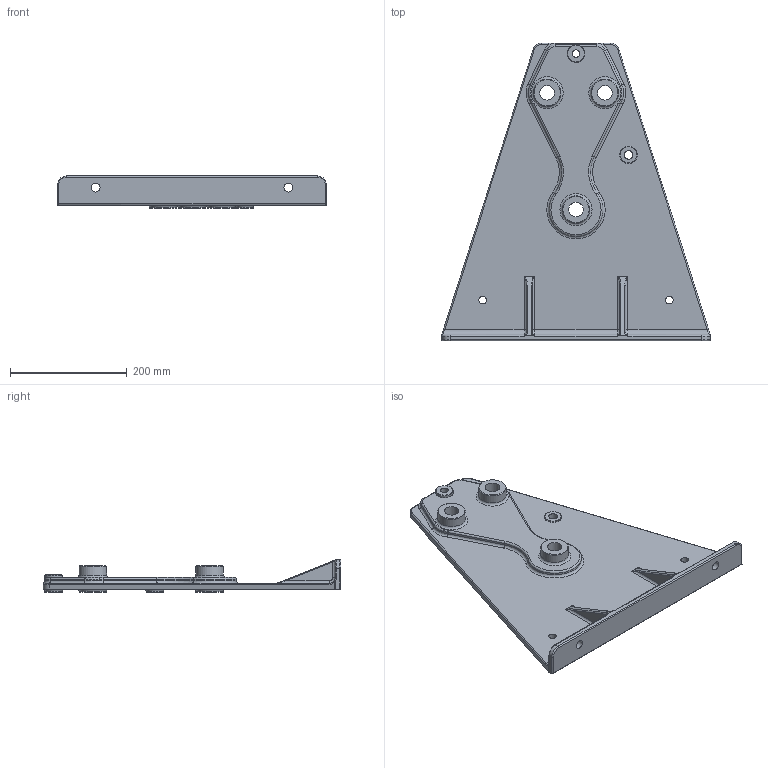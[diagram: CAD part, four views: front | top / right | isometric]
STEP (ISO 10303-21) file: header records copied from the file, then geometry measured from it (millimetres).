
FILE_DESCRIPTION(/* description */ (''),/* implementation_level */ '2;1');
FILE_NAME(/* name */ '1231ea30-05ba-11ec-af8c-0a17b33ae929.step',/* time_stamp */ '2021-08-25T15:41:07+00:00',/* author */ (''),/* organization */ (''),/* preprocessor_version */ 'ST-DEVELOPER v18.1',/* originating_system */ 'Autodesk Translation Framework v10.6.0.1341',/* authorisation */ '');
FILE_SCHEMA (('AUTOMOTIVE_DESIGN { 1 0 10303 214 3 1 1 }'));
Length unit declared in the file: centimetre
Products named in the file (1): temp_body
Bounding box: 460 x 510.31 x 55 mm (x, y, z)
Volume: 2169328.6 mm3; surface area: 391020.2 mm2
Topology: 1 solids, 1 shells, 181 faces, 438 edges, 261 vertices
Faces by surface type: cylinder 75, torus 40, plane 38, bspline 22, cone 5, sphere 1
Full cylindrical faces by diameter (mm): 13 x3, 15 x3, 25 x3, 30 x4, 47 x6
Entity records: 5962 total; most frequent: CARTESIAN_POINT 1639, DIRECTION 954, ORIENTED_EDGE 868, EDGE_CURVE 434, AXIS2_PLACEMENT_3D 399, VERTEX_POINT 261, EDGE_LOOP 209, CIRCLE 205
